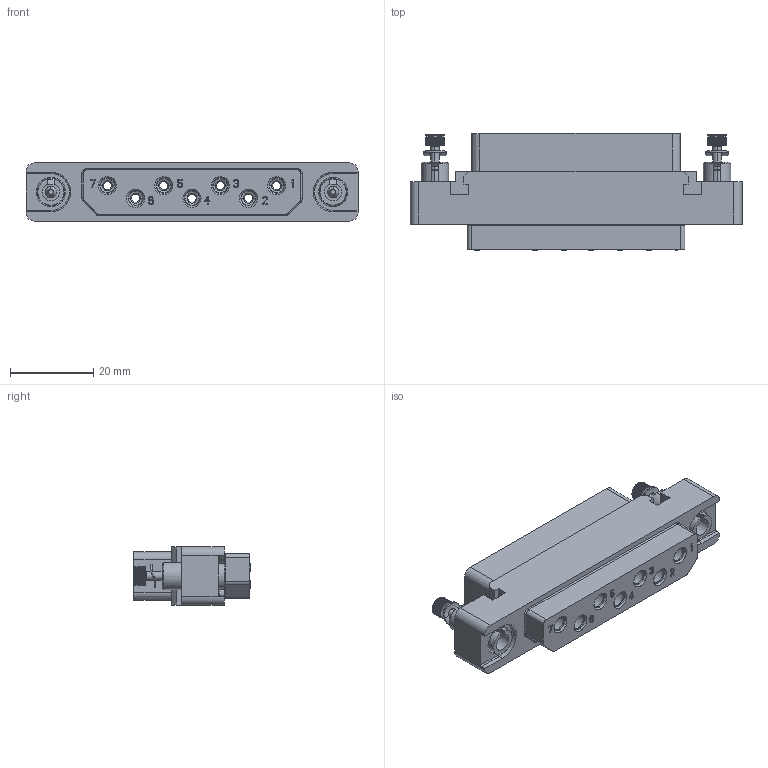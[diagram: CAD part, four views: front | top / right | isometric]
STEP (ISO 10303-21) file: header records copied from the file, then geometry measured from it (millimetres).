
FILE_DESCRIPTION((''),'2;1');
FILE_NAME('00197761400','2020-09-23T',('presta_be4'),(''),'CREO PARAMETRIC BY PTC INC, 2018360','CREO PARAMETRIC BY PTC INC, 2018360','');
FILE_SCHEMA(('CONFIG_CONTROL_DESIGN'));
Products named in the file (1): 00197761400
Bounding box: 80 x 28.2 x 14 mm (x, y, z)
Volume: 16892.3 mm3; surface area: 13447.5 mm2
Topology: 8 solids, 8 shells, 2081 faces, 5549 edges, 3594 vertices
Faces by surface type: plane 1229, cylinder 504, torus 161, cone 155, bspline 28, extrusion 4
Entity records: 68895 total; most frequent: CARTESIAN_POINT 17088, ORIENTED_EDGE 11090, DIRECTION 10371, EDGE_CURVE 5545, VECTOR 3673, LINE 3669, VERTEX_POINT 3594, AXIS2_PLACEMENT_3D 3349
